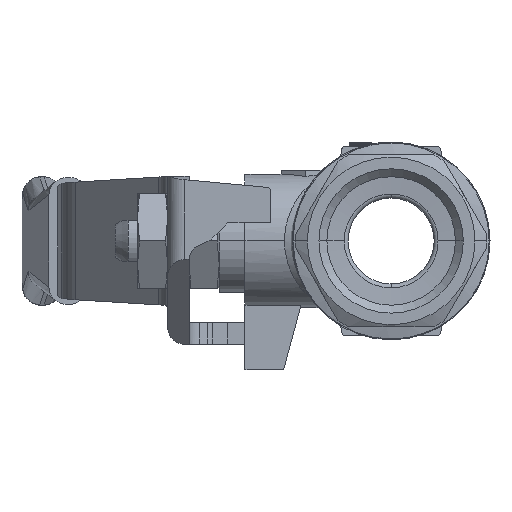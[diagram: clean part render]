
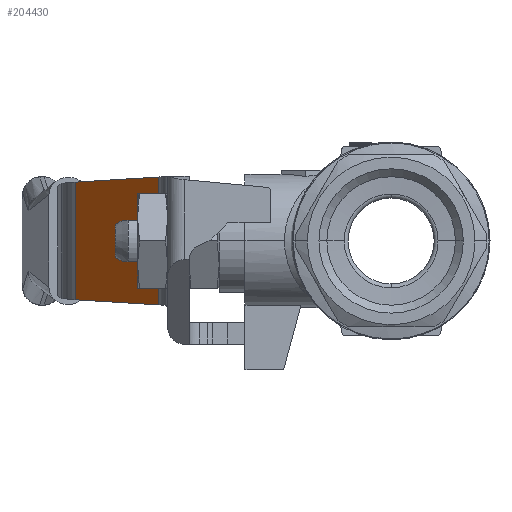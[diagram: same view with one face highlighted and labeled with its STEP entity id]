
A CAD part, left-side view. The second image highlights one B-rep face of the part: STEP entity #204430.
In plain terms, the highlighted face is planar.
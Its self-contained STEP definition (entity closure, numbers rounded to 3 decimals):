
#117450=CARTESIAN_POINT('',(-21.815,36.753,
-6.842));
#117460=VERTEX_POINT('',#117450);
#117490=CARTESIAN_POINT('',(-21.815,36.753,
0.));
#117500=DIRECTION('',(0.,0.,-1.));
#117510=VECTOR('',#117500,1.);
#117520=LINE('',#117490,#117510);
#117530=CARTESIAN_POINT('',(-21.815,36.753,
6.842));
#117540=VERTEX_POINT('',#117530);
#117550=EDGE_CURVE('',#117540,#117460,#117520,.T.);
#203940=CARTESIAN_POINT('',(0.,18.448,
7.962));
#203950=DIRECTION('',(0.765,-0.642,
0.039));
#203960=VECTOR('',#203950,1.);
#203970=LINE('',#203940,#203960);
#203980=CARTESIAN_POINT('',(-10.255,27.053,
7.436));
#203990=VERTEX_POINT('',#203980);
#204000=EDGE_CURVE('',#117540,#203990,#203970,.T.);
#204200=CARTESIAN_POINT('',(-9.,26.,
0.));
#204210=DIRECTION('',(0.643,0.766,
0.));
#204220=DIRECTION('',(-0.766,0.643,
0.));
#204230=AXIS2_PLACEMENT_3D('',#204200,#204210,#204220);
#204240=PLANE('',#204230);
#204250=ORIENTED_EDGE('',*,*,#204000,.T.);
#204260=ORIENTED_EDGE('',*,*,#117550,.F.);
#204270=CARTESIAN_POINT('',(0.,18.448,
-7.962));
#204280=DIRECTION('',(-0.765,0.642,
0.039));
#204290=VECTOR('',#204280,1.);
#204300=LINE('',#204270,#204290);
#204310=CARTESIAN_POINT('',(-10.255,27.053,
-7.436));
#204320=VERTEX_POINT('',#204310);
#204330=EDGE_CURVE('',#204320,#117460,#204300,.T.);
#204340=ORIENTED_EDGE('',*,*,#204330,.T.);
#204350=CARTESIAN_POINT('',(-10.255,27.053,
0.));
#204360=DIRECTION('',(0.,0.,-1.));
#204370=VECTOR('',#204360,1.);
#204380=LINE('',#204350,#204370);
#204390=EDGE_CURVE('',#203990,#204320,#204380,.T.);
#204400=ORIENTED_EDGE('',*,*,#204390,.T.);
#204410=EDGE_LOOP('',(#204400,#204340,#204260,#204250));
#204420=FACE_OUTER_BOUND('',#204410,.T.);
#204430=ADVANCED_FACE('',(#204420),#204240,.T.);
